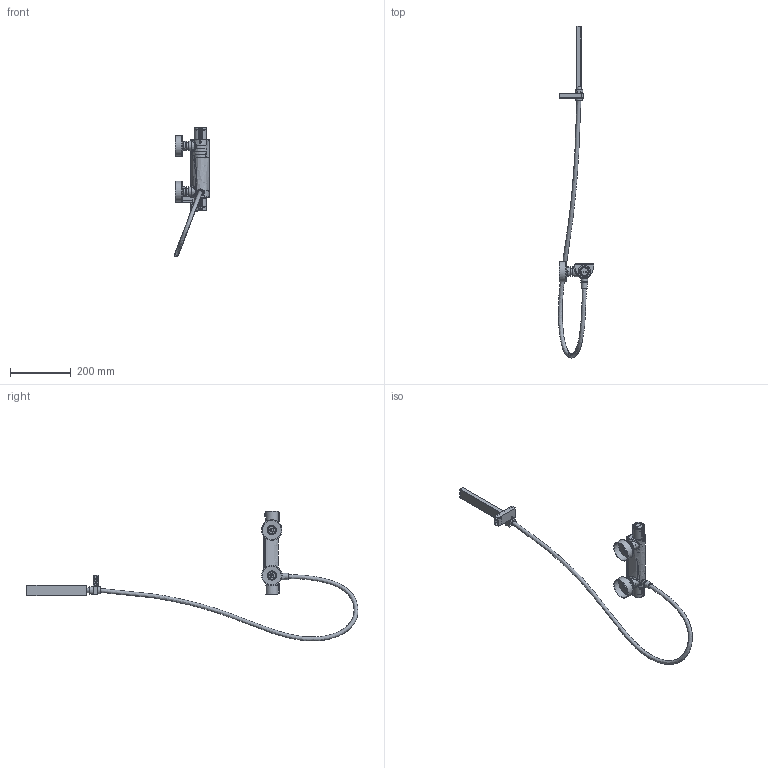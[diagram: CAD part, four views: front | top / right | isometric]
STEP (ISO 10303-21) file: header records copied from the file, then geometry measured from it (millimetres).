
FILE_DESCRIPTION (( 'STEP AP203' ), '1' );
FILE_NAME ('21DP03780.STEP', '2025-06-16T09:05:45', ( '' ), ( '' ), 'SwSTEP 2.0', 'SolidWorks 2021', '' );
FILE_SCHEMA (( 'CONFIG_CONTROL_DESIGN' ));
Length unit declared in the file: millimetre
Products named in the file (1): 21DP03780
Bounding box: 115.82 x 1093.89 x 427.74 mm (x, y, z)
Volume: 600753.4 mm3; surface area: 317549.1 mm2
Topology: 23 solids, 23 shells, 1434 faces, 3534 edges, 2290 vertices
Faces by surface type: plane 720, cylinder 473, bspline 114, cone 102, torus 18, sphere 7
Full cylindrical faces by diameter (mm): 0.5 x44, 2.3 x1, 3.1 x2, 3.3 x1, 4.15 x1, 4.5 x2, 4.65 x1, 5.8 x8, 6 x1, 6.2 x1, 7.5 x1, 7.8 x1, 8.2 x1, 8.9 x1, 10 x2, 10.1 x1, 10.5 x1, 12.5 x2, 12.6 x1, 12.8 x1, 13 x1, 13.4 x1, 14 x2, 15 x5, 16 x1, 16.2 x2, 17.7 x1, 18 x3, 18.1 x1, 18.2 x2
Entity records: 60162 total; most frequent: CARTESIAN_POINT 28518, ORIENTED_EDGE 6444, DIRECTION 6177, EDGE_CURVE 3222, AXIS2_PLACEMENT_3D 2264, VERTEX_POINT 2210, EDGE_LOOP 1832, LINE 1649
